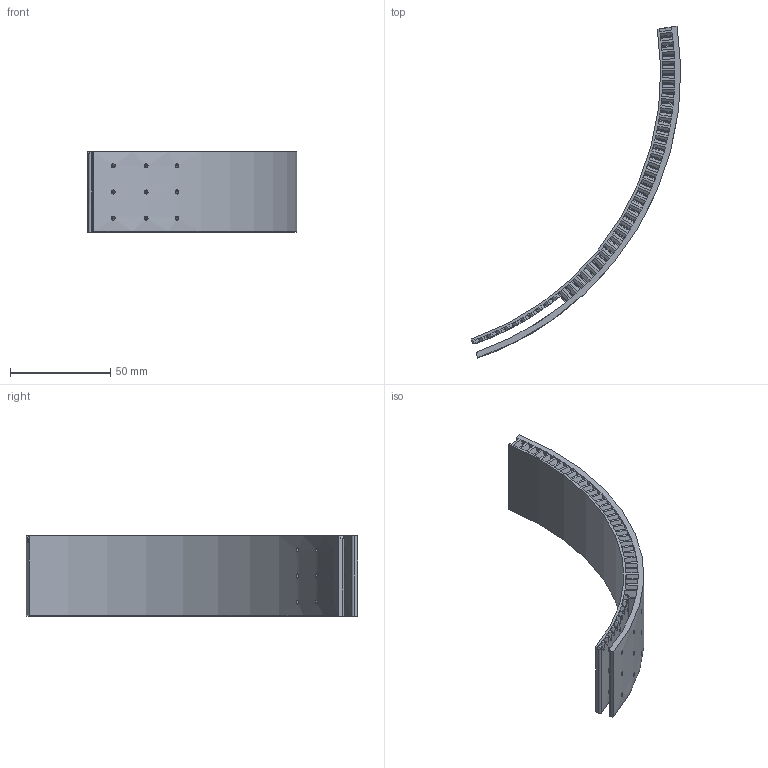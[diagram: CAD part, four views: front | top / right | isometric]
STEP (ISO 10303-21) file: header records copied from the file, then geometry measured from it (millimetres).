
FILE_DESCRIPTION(('FreeCAD Model'),'2;1');
FILE_NAME('Open CASCADE Shape Model','2025-03-17T18:15:41',(''),(''), 'Open CASCADE STEP processor 7.8','FreeCAD','Unknown');
FILE_SCHEMA(('AUTOMOTIVE_DESIGN { 1 0 10303 214 1 1 1 1 }'));
Length unit declared in the file: millimetre
Products named in the file (1): 2-rotor-segmented-in-three--part-3
Bounding box: 104.4 x 165.29 x 40 mm (x, y, z)
Volume: 70582.6 mm3; surface area: 26205 mm2
Topology: 1 solids, 1 shells, 329 faces, 886 edges, 590 vertices
Faces by surface type: plane 126, cone 87, bspline 86, cylinder 30
Full cylindrical faces by diameter (mm): 2 x12
Entity records: 12597 total; most frequent: CARTESIAN_POINT 4993, ORIENTED_EDGE 1772, DIRECTION 1211, EDGE_CURVE 886, VERTEX_POINT 590, AXIS2_PLACEMENT_3D 430, FACE_BOUND 396, EDGE_LOOP 396
